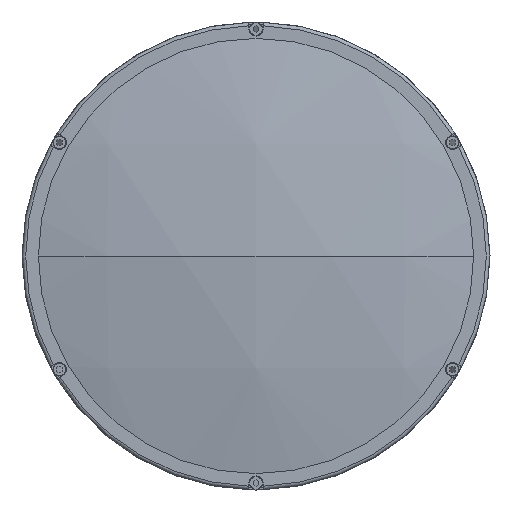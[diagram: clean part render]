
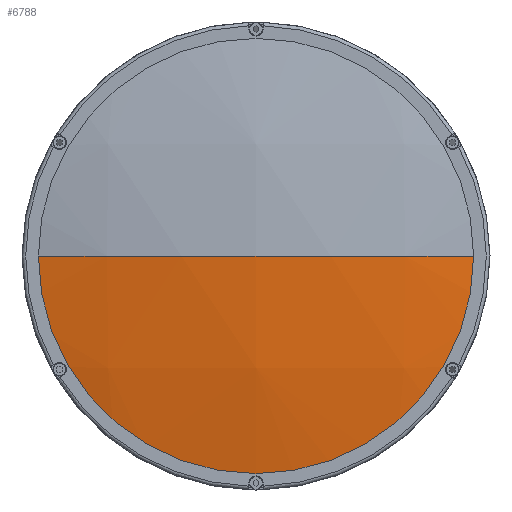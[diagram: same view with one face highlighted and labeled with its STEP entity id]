
A CAD part, left-side view. The second image highlights one B-rep face of the part: STEP entity #6788.
In plain terms, the highlighted spherical face has radius 434.72 mm.
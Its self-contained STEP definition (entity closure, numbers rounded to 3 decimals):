
#19 = DIRECTION ( 'NONE',  ( -1., 0., 0. ) ) ;
#464 = ORIENTED_EDGE ( 'NONE', *, *, #4934, .T. ) ;
#524 = VERTEX_POINT ( 'NONE', #6758 ) ;
#709 = CARTESIAN_POINT ( 'NONE',  ( 12.62, 0., 0. ) ) ;
#758 = ORIENTED_EDGE ( 'NONE', *, *, #8911, .T. ) ;
#900 = CIRCLE ( 'NONE', #4151, 434.72 ) ;
#1158 = DIRECTION ( 'NONE',  ( 0., 0., 1. ) ) ;
#1299 = AXIS2_PLACEMENT_3D ( 'NONE', #5595, #19, #6405 ) ;
#1823 = DIRECTION ( 'NONE',  ( 0., 1., 0. ) ) ;
#1933 = ORIENTED_EDGE ( 'NONE', *, *, #10344, .F. ) ;
#2402 = CIRCLE ( 'NONE', #6019, 434.72 ) ;
#2652 = CARTESIAN_POINT ( 'NONE',  ( 12.62, 0., 0. ) ) ;
#4151 = AXIS2_PLACEMENT_3D ( 'NONE', #709, #6931, #1823 ) ;
#4453 = DIRECTION ( 'NONE',  ( 0., 1., 0. ) ) ;
#4788 = EDGE_LOOP ( 'NONE', ( #758, #464, #1933 ) ) ;
#4792 = SPHERICAL_SURFACE ( 'NONE', #8967, 434.72 ) ;
#4915 = VERTEX_POINT ( 'NONE', #9953 ) ;
#4934 = EDGE_CURVE ( 'NONE', #4915, #524, #900, .T. ) ;
#4988 = CARTESIAN_POINT ( 'NONE',  ( -411.593, 95., 0. ) ) ;
#4994 = CIRCLE ( 'NONE', #1299, 95. ) ;
#5514 = FACE_OUTER_BOUND ( 'NONE', #4788, .T. ) ;
#5595 = CARTESIAN_POINT ( 'NONE',  ( -411.593, 0., 0. ) ) ;
#6019 = AXIS2_PLACEMENT_3D ( 'NONE', #6449, #1158, #7239 ) ;
#6405 = DIRECTION ( 'NONE',  ( 0., 0., 1. ) ) ;
#6449 = CARTESIAN_POINT ( 'NONE',  ( 12.62, 0., 0. ) ) ;
#6758 = CARTESIAN_POINT ( 'NONE',  ( -422.1, 0., 0. ) ) ;
#6788 = ADVANCED_FACE ( 'NONE', ( #5514 ), #4792, .T. ) ;
#6931 = DIRECTION ( 'NONE',  ( 0., 0., -1. ) ) ;
#7239 = DIRECTION ( 'NONE',  ( 0., -1., 0. ) ) ;
#8911 = EDGE_CURVE ( 'NONE', #9372, #4915, #4994, .T. ) ;
#8967 = AXIS2_PLACEMENT_3D ( 'NONE', #2652, #9132, #4453 ) ;
#9132 = DIRECTION ( 'NONE',  ( 0., 0., -1. ) ) ;
#9372 = VERTEX_POINT ( 'NONE', #4988 ) ;
#9953 = CARTESIAN_POINT ( 'NONE',  ( -411.593, -95., 0. ) ) ;
#10344 = EDGE_CURVE ( 'NONE', #9372, #524, #2402, .T. ) ;
